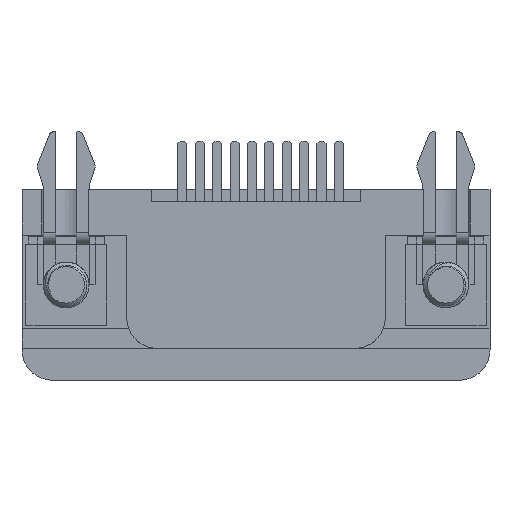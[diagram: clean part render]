
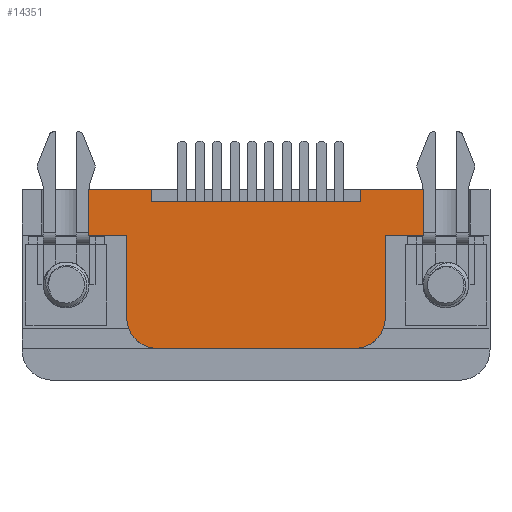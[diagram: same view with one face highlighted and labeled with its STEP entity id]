
A CAD part, front view. The second image highlights one B-rep face of the part: STEP entity #14351.
In plain terms, the highlighted planar face has unit normal (0, -1, 0).
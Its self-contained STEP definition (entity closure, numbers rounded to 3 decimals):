
#79=DIRECTION('',(-1.,0.,0.));
#80=VECTOR('',#79,13.8);
#81=CARTESIAN_POINT('',(6.9,-9.,5.475));
#82=LINE('',#81,#80);
#325=DIRECTION('',(0.,0.,1.));
#326=VECTOR('',#325,0.8);
#327=CARTESIAN_POINT('',(-6.9,-9.,5.475));
#328=LINE('',#327,#326);
#333=CARTESIAN_POINT('',(6.505,-9.,-2.175));
#334=DIRECTION('',(0.,1.,0.));
#335=DIRECTION('',(1.,0.,0.));
#336=AXIS2_PLACEMENT_3D('',#333,#334,#335);
#338=CARTESIAN_POINT('',(-6.505,-9.,-2.175));
#339=DIRECTION('',(0.,1.,0.));
#340=DIRECTION('',(0.,0.,-1.));
#341=AXIS2_PLACEMENT_3D('',#338,#339,#340);
#343=DIRECTION('',(0.,0.,1.));
#344=VECTOR('',#343,5.45);
#345=CARTESIAN_POINT('',(-8.505,-9.,-2.175));
#346=LINE('',#345,#344);
#347=DIRECTION('',(-1.,0.,0.));
#348=VECTOR('',#347,2.5);
#349=CARTESIAN_POINT('',(-8.505,-9.,3.275));
#350=LINE('',#349,#348);
#351=DIRECTION('',(0.,0.,1.));
#352=VECTOR('',#351,3.);
#353=CARTESIAN_POINT('',(-11.005,-9.,3.275));
#354=LINE('',#353,#352);
#355=DIRECTION('',(1.,0.,0.));
#356=VECTOR('',#355,4.105);
#357=CARTESIAN_POINT('',(-11.005,-9.,6.275));
#358=LINE('',#357,#356);
#359=DIRECTION('',(1.,0.,0.));
#360=VECTOR('',#359,4.105);
#361=CARTESIAN_POINT('',(6.9,-9.,6.275));
#362=LINE('',#361,#360);
#363=DIRECTION('',(-1.,0.,0.));
#364=VECTOR('',#363,2.5);
#365=CARTESIAN_POINT('',(11.005,-9.,3.275));
#366=LINE('',#365,#364);
#371=DIRECTION('',(0.,0.,1.));
#372=VECTOR('',#371,5.45);
#373=CARTESIAN_POINT('',(8.505,-9.,-2.175));
#374=LINE('',#373,#372);
#401=DIRECTION('',(0.,0.,1.));
#402=VECTOR('',#401,3.);
#403=CARTESIAN_POINT('',(11.005,-9.,3.275));
#404=LINE('',#403,#402);
#1004=DIRECTION('',(1.,0.,0.));
#1005=VECTOR('',#1004,13.01);
#1006=CARTESIAN_POINT('',(-6.505,-9.,-4.175));
#1007=LINE('',#1006,#1005);
#9513=DIRECTION('',(0.,0.,-1.));
#9514=VECTOR('',#9513,0.8);
#9515=CARTESIAN_POINT('',(6.9,-9.,6.275));
#9516=LINE('',#9515,#9514);
#11957=CARTESIAN_POINT('',(11.005,-9.,3.275));
#11958=VERTEX_POINT('',#11957);
#12035=CARTESIAN_POINT('',(11.005,-9.,6.275));
#12036=VERTEX_POINT('',#12035);
#12037=CARTESIAN_POINT('',(6.9,-9.,6.275));
#12038=VERTEX_POINT('',#12037);
#12043=CARTESIAN_POINT('',(-6.9,-9.,6.275));
#12044=VERTEX_POINT('',#12043);
#12045=CARTESIAN_POINT('',(-11.005,-9.,6.275));
#12046=VERTEX_POINT('',#12045);
#12759=CARTESIAN_POINT('',(-11.005,-9.,3.275));
#12760=VERTEX_POINT('',#12759);
#12761=CARTESIAN_POINT('',(-8.505,-9.,3.275));
#12762=VERTEX_POINT('',#12761);
#13033=CARTESIAN_POINT('',(-8.505,-9.,-2.175));
#13034=VERTEX_POINT('',#13033);
#13036=CARTESIAN_POINT('',(-6.505,-9.,-4.175));
#13038=VERTEX_POINT('',#13036);
#13041=CARTESIAN_POINT('',(8.505,-9.,-2.175));
#13042=CARTESIAN_POINT('',(6.505,-9.,-4.175));
#13043=VERTEX_POINT('',#13041);
#13044=VERTEX_POINT('',#13042);
#13045=CARTESIAN_POINT('',(-6.9,-9.,5.475));
#13046=VERTEX_POINT('',#13045);
#13047=CARTESIAN_POINT('',(6.9,-9.,5.475));
#13048=VERTEX_POINT('',#13047);
#13049=CARTESIAN_POINT('',(8.505,-9.,3.275));
#13050=VERTEX_POINT('',#13049);
#14318=CARTESIAN_POINT('',(0.,-9.,1.05));
#14319=DIRECTION('',(0.,1.,0.));
#14320=DIRECTION('',(1.,0.,0.));
#14321=AXIS2_PLACEMENT_3D('',#14318,#14319,#14320);
#14322=PLANE('',#14321);
#14324=ORIENTED_EDGE('',*,*,#14323,.T.);
#14326=ORIENTED_EDGE('',*,*,#14325,.F.);
#14328=ORIENTED_EDGE('',*,*,#14327,.T.);
#14330=ORIENTED_EDGE('',*,*,#14329,.T.);
#14332=ORIENTED_EDGE('',*,*,#14331,.T.);
#14334=ORIENTED_EDGE('',*,*,#14333,.T.);
#14336=ORIENTED_EDGE('',*,*,#14335,.T.);
#14337=ORIENTED_EDGE('',*,*,#14311,.F.);
#14338=ORIENTED_EDGE('',*,*,#14014,.F.);
#14340=ORIENTED_EDGE('',*,*,#14339,.F.);
#14342=ORIENTED_EDGE('',*,*,#14341,.T.);
#14344=ORIENTED_EDGE('',*,*,#14343,.F.);
#14346=ORIENTED_EDGE('',*,*,#14345,.T.);
#14348=ORIENTED_EDGE('',*,*,#14347,.F.);
#14349=EDGE_LOOP('',(#14324,#14326,#14328,#14330,#14332,#14334,#14336,#14337,
#14338,#14340,#14342,#14344,#14346,#14348));
#14350=FACE_OUTER_BOUND('',#14349,.F.);
#337=CIRCLE('',#336,2.);
#342=CIRCLE('',#341,2.);
#14014=EDGE_CURVE('',#13048,#13046,#82,.T.);
#14311=EDGE_CURVE('',#13046,#12044,#328,.T.);
#14323=EDGE_CURVE('',#13043,#13044,#337,.T.);
#14325=EDGE_CURVE('',#13038,#13044,#1007,.T.);
#14327=EDGE_CURVE('',#13038,#13034,#342,.T.);
#14329=EDGE_CURVE('',#13034,#12762,#346,.T.);
#14331=EDGE_CURVE('',#12762,#12760,#350,.T.);
#14333=EDGE_CURVE('',#12760,#12046,#354,.T.);
#14335=EDGE_CURVE('',#12046,#12044,#358,.T.);
#14339=EDGE_CURVE('',#12038,#13048,#9516,.T.);
#14341=EDGE_CURVE('',#12038,#12036,#362,.T.);
#14343=EDGE_CURVE('',#11958,#12036,#404,.T.);
#14345=EDGE_CURVE('',#11958,#13050,#366,.T.);
#14347=EDGE_CURVE('',#13043,#13050,#374,.T.);
#14351=ADVANCED_FACE('',(#14350),#14322,.F.);
